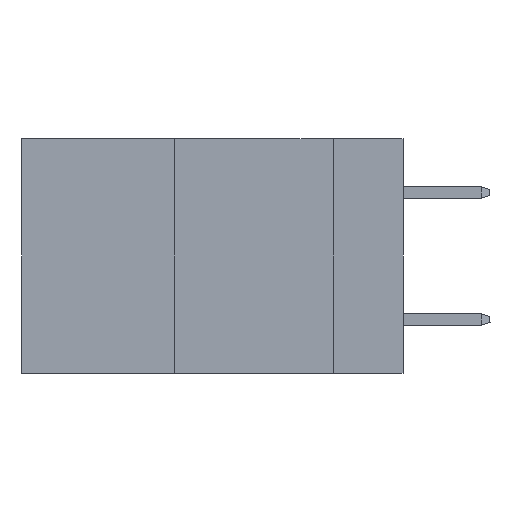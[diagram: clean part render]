
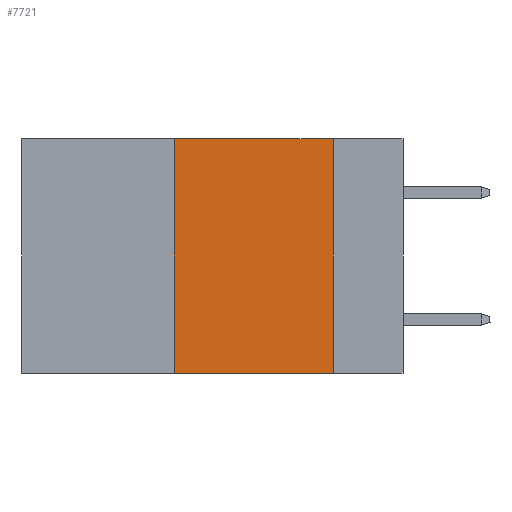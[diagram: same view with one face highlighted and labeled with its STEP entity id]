
A CAD part, left-side view. The second image highlights one B-rep face of the part: STEP entity #7721.
In plain terms, the highlighted planar face has unit normal (-1, 0, 0).
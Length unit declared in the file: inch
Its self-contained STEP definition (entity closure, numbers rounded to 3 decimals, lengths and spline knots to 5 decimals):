
#1071 = ORIENTED_EDGE ( 'NONE', *, *, #5402, .F. ) ;
#1422 = DIRECTION ( 'NONE',  ( 0., -1., 0. ) ) ;
#1684 = VERTEX_POINT ( 'NONE', #3816 ) ;
#3346 = AXIS2_PLACEMENT_3D ( 'NONE', #19927, #6493, #4193 ) ;
#3816 = CARTESIAN_POINT ( 'NONE',  ( 0., 0.11, -0.37 ) ) ;
#4193 = DIRECTION ( 'NONE',  ( 0., 0., -1. ) ) ;
#5402 = EDGE_CURVE ( 'NONE', #10236, #1684, #9759, .T. ) ;
#5788 = CARTESIAN_POINT ( 'NONE',  ( 0., 0.11, 0. ) ) ;
#6334 = LINE ( 'NONE', #21678, #6791 ) ;
#6493 = DIRECTION ( 'NONE',  ( 1., 0., 0. ) ) ;
#6529 = EDGE_CURVE ( 'NONE', #7047, #10236, #9250, .T. ) ;
#6791 = VECTOR ( 'NONE', #24093, 39.37008 ) ;
#7047 = VERTEX_POINT ( 'NONE', #16774 ) ;
#7721 = ADVANCED_FACE ( 'NONE', ( #10080 ), #20172, .F. ) ;
#8944 = ORIENTED_EDGE ( 'NONE', *, *, #20094, .T. ) ;
#8990 = CARTESIAN_POINT ( 'NONE',  ( 0., 0.6, 0. ) ) ;
#9250 = LINE ( 'NONE', #8990, #11084 ) ;
#9488 = DIRECTION ( 'NONE',  ( 0., -1., 0. ) ) ;
#9759 = LINE ( 'NONE', #5788, #10287 ) ;
#10080 = FACE_OUTER_BOUND ( 'NONE', #24480, .T. ) ;
#10236 = VERTEX_POINT ( 'NONE', #11981 ) ;
#10287 = VECTOR ( 'NONE', #23574, 39.37008 ) ;
#11084 = VECTOR ( 'NONE', #1422, 39.37008 ) ;
#11981 = CARTESIAN_POINT ( 'NONE',  ( 0., 0.11, 0. ) ) ;
#12035 = EDGE_CURVE ( 'NONE', #18113, #7047, #6334, .T. ) ;
#12342 = CARTESIAN_POINT ( 'NONE',  ( 0., 0.36, -0.37 ) ) ;
#13819 = ORIENTED_EDGE ( 'NONE', *, *, #6529, .F. ) ;
#15374 = CARTESIAN_POINT ( 'NONE',  ( 0., 0.6, -0.37 ) ) ;
#16774 = CARTESIAN_POINT ( 'NONE',  ( 0., 0.36, 0. ) ) ;
#18113 = VERTEX_POINT ( 'NONE', #12342 ) ;
#19927 = CARTESIAN_POINT ( 'NONE',  ( 0., 0.6, 0. ) ) ;
#20094 = EDGE_CURVE ( 'NONE', #18113, #1684, #23302, .T. ) ;
#20172 = PLANE ( 'NONE',  #3346 ) ;
#20948 = VECTOR ( 'NONE', #9488, 39.37008 ) ;
#21678 = CARTESIAN_POINT ( 'NONE',  ( 0., 0.36, 0. ) ) ;
#23302 = LINE ( 'NONE', #15374, #20948 ) ;
#23574 = DIRECTION ( 'NONE',  ( 0., 0., -1. ) ) ;
#24093 = DIRECTION ( 'NONE',  ( 0., 0., 1. ) ) ;
#24290 = ORIENTED_EDGE ( 'NONE', *, *, #12035, .F. ) ;
#24480 = EDGE_LOOP ( 'NONE', ( #1071, #13819, #24290, #8944 ) ) ;
